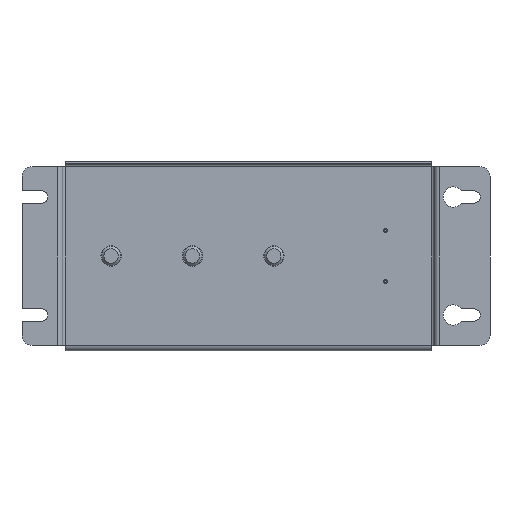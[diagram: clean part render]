
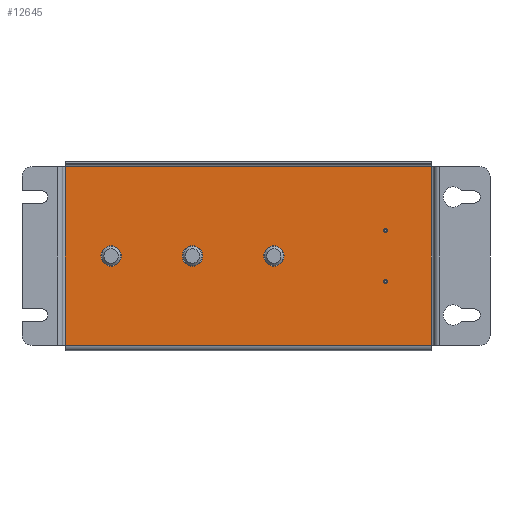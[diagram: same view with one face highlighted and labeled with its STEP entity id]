
A CAD part, front view. The second image highlights one B-rep face of the part: STEP entity #12645.
In plain terms, the highlighted planar face has unit normal (0, -1, 0).
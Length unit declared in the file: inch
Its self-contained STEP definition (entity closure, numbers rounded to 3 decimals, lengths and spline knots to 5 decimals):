
#307=FACE_BOUND('',#1799,.T.);
#308=FACE_BOUND('',#1800,.T.);
#309=FACE_BOUND('',#1801,.T.);
#310=FACE_BOUND('',#1802,.T.);
#311=FACE_BOUND('',#1803,.T.);
#505=PLANE('',#13544);
#1068=FACE_OUTER_BOUND('',#1798,.T.);
#1798=EDGE_LOOP('',(#9084,#9085,#9086,#9087));
#1799=EDGE_LOOP('',(#9088));
#1800=EDGE_LOOP('',(#9089));
#1801=EDGE_LOOP('',(#9090));
#1802=EDGE_LOOP('',(#9091));
#1803=EDGE_LOOP('',(#9092));
#2660=LINE('',#18646,#3971);
#2696=LINE('',#18777,#4007);
#2702=LINE('',#18796,#4013);
#2716=LINE('',#18831,#4027);
#3971=VECTOR('',#14839,0.3937);
#4007=VECTOR('',#14995,0.3937);
#4013=VECTOR('',#15021,0.3937);
#4027=VECTOR('',#15061,0.3937);
#5246=CIRCLE('',#13493,0.052);
#5249=CIRCLE('',#13497,0.052);
#5252=CIRCLE('',#13501,0.25);
#5255=CIRCLE('',#13505,0.25);
#5258=CIRCLE('',#13509,0.25);
#5727=VERTEX_POINT('',#18643);
#5728=VERTEX_POINT('',#18645);
#5748=VERTEX_POINT('',#18724);
#5751=VERTEX_POINT('',#18732);
#5754=VERTEX_POINT('',#18740);
#5757=VERTEX_POINT('',#18748);
#5760=VERTEX_POINT('',#18756);
#5763=VERTEX_POINT('',#18770);
#5766=VERTEX_POINT('',#18791);
#6961=EDGE_CURVE('',#5728,#5727,#2660,.T.);
#7001=EDGE_CURVE('',#5748,#5748,#5246,.T.);
#7005=EDGE_CURVE('',#5751,#5751,#5249,.T.);
#7009=EDGE_CURVE('',#5754,#5754,#5252,.T.);
#7013=EDGE_CURVE('',#5757,#5757,#5255,.T.);
#7017=EDGE_CURVE('',#5760,#5760,#5258,.T.);
#7027=EDGE_CURVE('',#5763,#5728,#2696,.T.);
#7037=EDGE_CURVE('',#5727,#5766,#2702,.T.);
#7055=EDGE_CURVE('',#5766,#5763,#2716,.T.);
#9084=ORIENTED_EDGE('',*,*,#7055,.T.);
#9085=ORIENTED_EDGE('',*,*,#7027,.T.);
#9086=ORIENTED_EDGE('',*,*,#6961,.T.);
#9087=ORIENTED_EDGE('',*,*,#7037,.T.);
#9088=ORIENTED_EDGE('',*,*,#7001,.T.);
#9089=ORIENTED_EDGE('',*,*,#7005,.T.);
#9090=ORIENTED_EDGE('',*,*,#7009,.T.);
#9091=ORIENTED_EDGE('',*,*,#7013,.T.);
#9092=ORIENTED_EDGE('',*,*,#7017,.T.);
#12645=ADVANCED_FACE('',(#1068,#307,#308,#309,#310,#311),#505,.F.);
#13493=AXIS2_PLACEMENT_3D('',#18726,#14932,#14933);
#13497=AXIS2_PLACEMENT_3D('',#18734,#14941,#14942);
#13501=AXIS2_PLACEMENT_3D('',#18742,#14950,#14951);
#13505=AXIS2_PLACEMENT_3D('',#18750,#14959,#14960);
#13509=AXIS2_PLACEMENT_3D('',#18758,#14968,#14969);
#13544=AXIS2_PLACEMENT_3D('',#18833,#15064,#15065);
#14839=DIRECTION('',(1.,0.,0.));
#14932=DIRECTION('center_axis',(0.,1.,0.));
#14933=DIRECTION('ref_axis',(1.,0.,0.));
#14941=DIRECTION('center_axis',(0.,1.,0.));
#14942=DIRECTION('ref_axis',(1.,0.,0.));
#14950=DIRECTION('center_axis',(0.,1.,0.));
#14951=DIRECTION('ref_axis',(1.,0.,0.));
#14959=DIRECTION('center_axis',(0.,1.,0.));
#14960=DIRECTION('ref_axis',(1.,0.,0.));
#14968=DIRECTION('center_axis',(0.,1.,0.));
#14969=DIRECTION('ref_axis',(1.,0.,0.));
#14995=DIRECTION('',(0.,0.,-1.));
#15021=DIRECTION('',(0.,0.,1.));
#15061=DIRECTION('',(-1.,0.,0.));
#15064=DIRECTION('center_axis',(0.,1.,0.));
#15065=DIRECTION('ref_axis',(0.,0.,1.));
#18643=CARTESIAN_POINT('',(4.5,0.,-2.2));
#18645=CARTESIAN_POINT('',(-4.5,0.,-2.2));
#18646=CARTESIAN_POINT('',(-4.5,0.,-2.2));
#18724=CARTESIAN_POINT('',(3.316,0.,-0.625));
#18726=CARTESIAN_POINT('Origin',(3.368,0.,-0.625));
#18732=CARTESIAN_POINT('',(3.316,0.,0.625));
#18734=CARTESIAN_POINT('Origin',(3.368,0.,0.625));
#18740=CARTESIAN_POINT('',(-1.625,0.,0.));
#18742=CARTESIAN_POINT('Origin',(-1.375,0.,0.));
#18748=CARTESIAN_POINT('',(-3.625,0.,0.));
#18750=CARTESIAN_POINT('Origin',(-3.375,0.,0.));
#18756=CARTESIAN_POINT('',(0.375,0.,0.));
#18758=CARTESIAN_POINT('Origin',(0.625,0.,0.));
#18770=CARTESIAN_POINT('',(-4.5,0.,2.2));
#18777=CARTESIAN_POINT('',(-4.5,0.,2.2));
#18791=CARTESIAN_POINT('',(4.5,0.,2.2));
#18796=CARTESIAN_POINT('',(4.5,0.,-2.2));
#18831=CARTESIAN_POINT('',(4.5,0.,2.2));
#18833=CARTESIAN_POINT('Origin',(0.,0.,0.));
